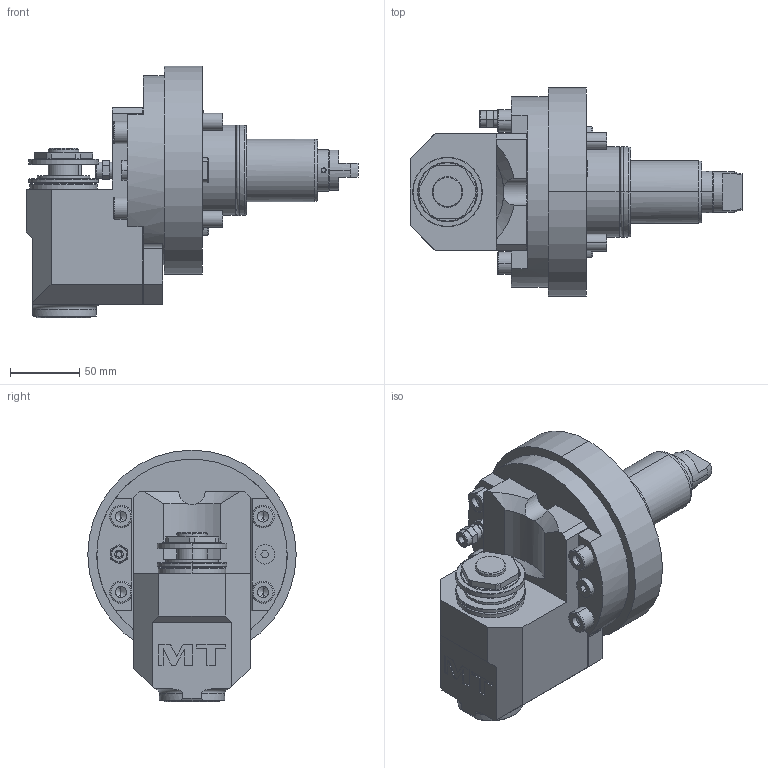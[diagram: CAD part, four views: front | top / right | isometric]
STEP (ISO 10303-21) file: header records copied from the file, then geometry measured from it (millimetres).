
FILE_DESCRIPTION((''),'2;1');
FILE_NAME('DWO2928022_CONF','2023-05-05T16:23:45',('gvalli'),('M.T. srl'),'CREO PARAMETRIC BY PTC INC, 2021072','CREO PARAMETRIC BY PTC INC, 2021072','');
FILE_SCHEMA(('CONFIG_CONTROL_DESIGN'));
Length unit declared in the file: millimetre
Products named in the file (1): DWO2928022_CONF
Bounding box: 239 x 150 x 181.2 mm (x, y, z)
Volume: 1687372 mm3; surface area: 128305.1 mm2
Topology: 1 solids, 1 shells, 357 faces, 837 edges, 522 vertices
Faces by surface type: plane 175, cylinder 100, cone 53, torus 27, extrusion 2
Entity records: 10982 total; most frequent: CARTESIAN_POINT 2653, DIRECTION 1796, ORIENTED_EDGE 1658, EDGE_CURVE 829, AXIS2_PLACEMENT_3D 673, VERTEX_POINT 522, VECTOR 450, LINE 448
